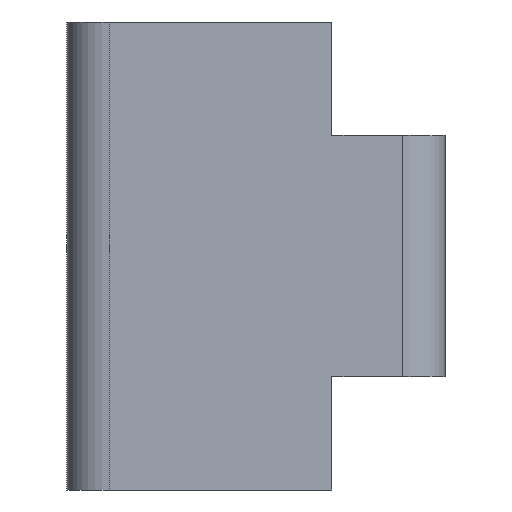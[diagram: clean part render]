
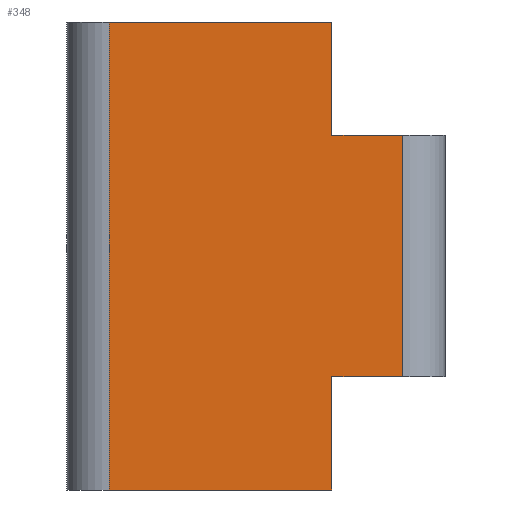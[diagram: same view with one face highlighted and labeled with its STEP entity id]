
A CAD part, front view. The second image highlights one B-rep face of the part: STEP entity #348.
In plain terms, the highlighted planar face has unit normal (0, -1, 0).
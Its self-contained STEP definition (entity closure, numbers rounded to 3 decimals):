
#2 = DIRECTION ( 'NONE',  ( 0., 0., 1. ) ) ;
#8 = CARTESIAN_POINT ( 'NONE',  ( 0.167, -0.45, -19.008 ) ) ;
#13 = CARTESIAN_POINT ( 'NONE',  ( 10.384, -0.45, -13.808 ) ) ;
#15 = VERTEX_POINT ( 'NONE', #234 ) ;
#18 = LINE ( 'NONE', #175, #443 ) ;
#51 = LINE ( 'NONE', #8, #402 ) ;
#64 = VECTOR ( 'NONE', #384, 1000. ) ;
#76 = CARTESIAN_POINT ( 'NONE',  ( 10.384, -0.45, -2.721 ) ) ;
#81 = CARTESIAN_POINT ( 'NONE',  ( 10.384, -0.45, -19.008 ) ) ;
#82 = CARTESIAN_POINT ( 'NONE',  ( 10.384, -0.45, -13.808 ) ) ;
#83 = DIRECTION ( 'NONE',  ( -1., 0., 0. ) ) ;
#84 = LINE ( 'NONE', #125, #489 ) ;
#91 = AXIS2_PLACEMENT_3D ( 'NONE', #132, #298, #120 ) ;
#112 = VECTOR ( 'NONE', #378, 1000. ) ;
#120 = DIRECTION ( 'NONE',  ( 0., 0., -1. ) ) ;
#123 = EDGE_CURVE ( 'NONE', #536, #194, #511, .T. ) ;
#125 = CARTESIAN_POINT ( 'NONE',  ( 10.384, -0.45, -19.008 ) ) ;
#132 = CARTESIAN_POINT ( 'NONE',  ( -1.783, -0.45, 2.479 ) ) ;
#133 = EDGE_CURVE ( 'NONE', #317, #15, #501, .T. ) ;
#160 = LINE ( 'NONE', #326, #181 ) ;
#171 = ORIENTED_EDGE ( 'NONE', *, *, #264, .F. ) ;
#175 = CARTESIAN_POINT ( 'NONE',  ( 15.584, -0.45, 2.479 ) ) ;
#181 = VECTOR ( 'NONE', #83, 1000. ) ;
#185 = ORIENTED_EDGE ( 'NONE', *, *, #343, .T. ) ;
#194 = VERTEX_POINT ( 'NONE', #375 ) ;
#197 = CARTESIAN_POINT ( 'NONE',  ( 0.167, -0.45, -19.008 ) ) ;
#207 = DIRECTION ( 'NONE',  ( 0., 0., -1. ) ) ;
#209 = CARTESIAN_POINT ( 'NONE',  ( 15.584, -0.45, -2.721 ) ) ;
#231 = ORIENTED_EDGE ( 'NONE', *, *, #133, .T. ) ;
#234 = CARTESIAN_POINT ( 'NONE',  ( 10.384, -0.45, 2.479 ) ) ;
#250 = EDGE_LOOP ( 'NONE', ( #495, #368, #171, #531, #185, #408, #446, #231 ) ) ;
#264 = EDGE_CURVE ( 'NONE', #399, #398, #160, .T. ) ;
#284 = CARTESIAN_POINT ( 'NONE',  ( 13.634, -0.45, -2.721 ) ) ;
#298 = DIRECTION ( 'NONE',  ( 0., -1., 0. ) ) ;
#311 = VECTOR ( 'NONE', #2, 1000. ) ;
#317 = VERTEX_POINT ( 'NONE', #516 ) ;
#326 = CARTESIAN_POINT ( 'NONE',  ( -1.783, -0.45, -19.008 ) ) ;
#334 = EDGE_CURVE ( 'NONE', #194, #317, #341, .T. ) ;
#338 = VECTOR ( 'NONE', #406, 1000. ) ;
#341 = LINE ( 'NONE', #209, #112 ) ;
#342 = DIRECTION ( 'NONE',  ( 1., 0., 0. ) ) ;
#343 = EDGE_CURVE ( 'NONE', #529, #536, #472, .T. ) ;
#348 = ADVANCED_FACE ( 'NONE', ( #517 ), #435, .T. ) ;
#352 = EDGE_CURVE ( 'NONE', #403, #15, #18, .T. ) ;
#364 = CARTESIAN_POINT ( 'NONE',  ( 0.167, -0.45, 2.479 ) ) ;
#368 = ORIENTED_EDGE ( 'NONE', *, *, #526, .T. ) ;
#375 = CARTESIAN_POINT ( 'NONE',  ( 13.634, -0.45, -2.721 ) ) ;
#378 = DIRECTION ( 'NONE',  ( -1., 0., 0. ) ) ;
#384 = DIRECTION ( 'NONE',  ( 1., 0., 0. ) ) ;
#398 = VERTEX_POINT ( 'NONE', #197 ) ;
#399 = VERTEX_POINT ( 'NONE', #81 ) ;
#402 = VECTOR ( 'NONE', #207, 1000. ) ;
#403 = VERTEX_POINT ( 'NONE', #364 ) ;
#406 = DIRECTION ( 'NONE',  ( 0., 0., 1. ) ) ;
#408 = ORIENTED_EDGE ( 'NONE', *, *, #123, .T. ) ;
#435 = PLANE ( 'NONE',  #91 ) ;
#443 = VECTOR ( 'NONE', #342, 1000. ) ;
#446 = ORIENTED_EDGE ( 'NONE', *, *, #334, .T. ) ;
#467 = CARTESIAN_POINT ( 'NONE',  ( 13.634, -0.45, -13.808 ) ) ;
#472 = LINE ( 'NONE', #13, #64 ) ;
#489 = VECTOR ( 'NONE', #510, 1000. ) ;
#495 = ORIENTED_EDGE ( 'NONE', *, *, #352, .F. ) ;
#501 = LINE ( 'NONE', #76, #311 ) ;
#510 = DIRECTION ( 'NONE',  ( 0., 0., 1. ) ) ;
#511 = LINE ( 'NONE', #284, #338 ) ;
#516 = CARTESIAN_POINT ( 'NONE',  ( 10.384, -0.45, -2.721 ) ) ;
#517 = FACE_OUTER_BOUND ( 'NONE', #250, .T. ) ;
#526 = EDGE_CURVE ( 'NONE', #403, #398, #51, .T. ) ;
#529 = VERTEX_POINT ( 'NONE', #82 ) ;
#531 = ORIENTED_EDGE ( 'NONE', *, *, #535, .T. ) ;
#535 = EDGE_CURVE ( 'NONE', #399, #529, #84, .T. ) ;
#536 = VERTEX_POINT ( 'NONE', #467 ) ;
